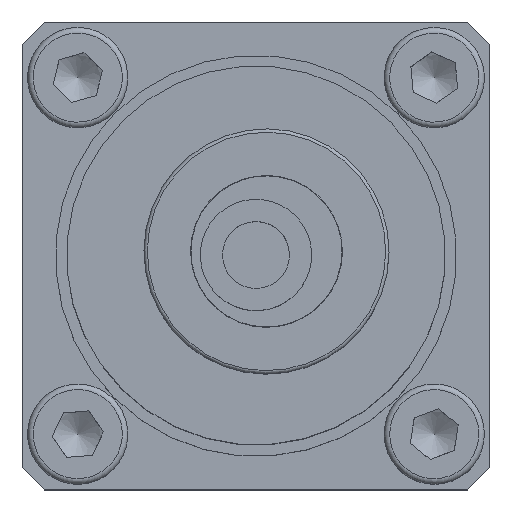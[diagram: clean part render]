
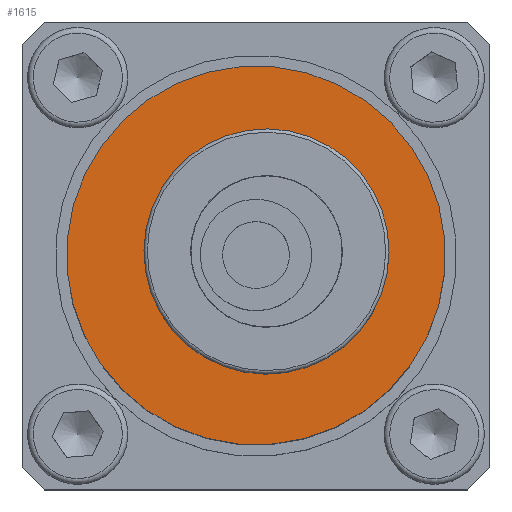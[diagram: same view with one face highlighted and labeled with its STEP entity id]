
A CAD part, top view. The second image highlights one B-rep face of the part: STEP entity #1615.
In plain terms, the highlighted planar face has unit normal (0, 0, 1).
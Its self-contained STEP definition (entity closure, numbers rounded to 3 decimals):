
#326=PLANE('',#1761);
#386=FACE_BOUND('',#612,.T.);
#470=FACE_OUTER_BOUND('',#611,.T.);
#611=EDGE_LOOP('',(#1302));
#612=EDGE_LOOP('',(#1303));
#693=CIRCLE('',#1715,8.5);
#709=CIRCLE('',#1762,3.425);
#774=VERTEX_POINT('',#2419);
#822=VERTEX_POINT('',#2566);
#927=EDGE_CURVE('',#774,#774,#693,.T.);
#995=EDGE_CURVE('',#822,#822,#709,.T.);
#1302=ORIENTED_EDGE('',*,*,#927,.F.);
#1303=ORIENTED_EDGE('',*,*,#995,.T.);
#1615=ADVANCED_FACE('',(#470,#386),#326,.T.);
#1715=AXIS2_PLACEMENT_3D('',#2420,#1961,#1962);
#1761=AXIS2_PLACEMENT_3D('',#2565,#2105,#2106);
#1762=AXIS2_PLACEMENT_3D('',#2567,#2107,#2108);
#1961=DIRECTION('center_axis',(0.,0.,
-1.));
#1962=DIRECTION('ref_axis',(-0.256,0.967,0.));
#2105=DIRECTION('center_axis',(0.,0.,
1.));
#2106=DIRECTION('ref_axis',(0.967,0.256,0.));
#2107=DIRECTION('center_axis',(0.,0.,
-1.));
#2108=DIRECTION('ref_axis',(0.256,-0.967,0.));
#2419=CARTESIAN_POINT('',(-2.173,8.218,18.4));
#2420=CARTESIAN_POINT('Origin',(0.,0.,
18.4));
#2565=CARTESIAN_POINT('Origin',(-1.598,6.042,18.4));
#2566=CARTESIAN_POINT('',(-0.876,3.311,18.4));
#2567=CARTESIAN_POINT('Origin',(0.,0.,
18.4));
